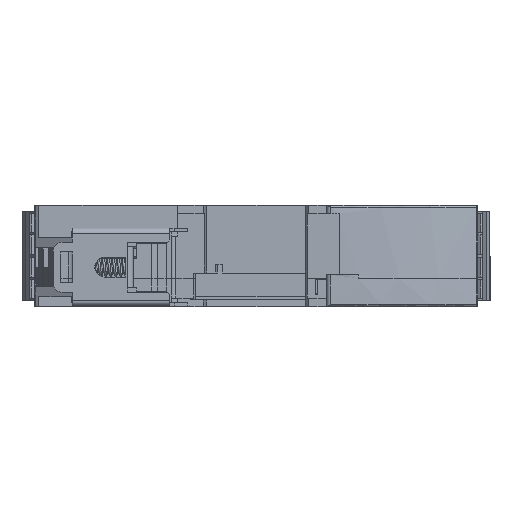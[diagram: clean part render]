
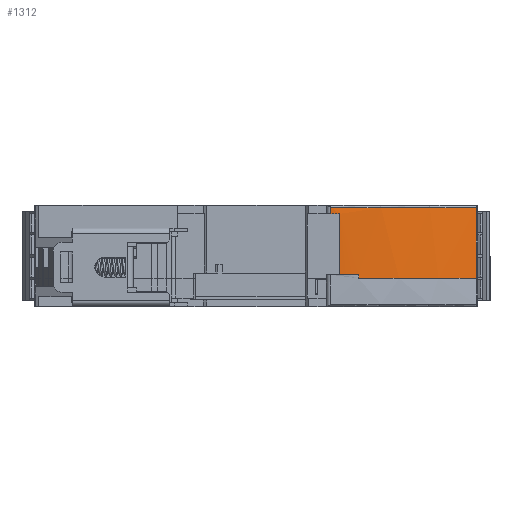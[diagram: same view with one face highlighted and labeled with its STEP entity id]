
A CAD part, front view. The second image highlights one B-rep face of the part: STEP entity #1312.
In plain terms, the highlighted cylindrical face has radius 80 mm (diameter 160 mm), a partial arc.
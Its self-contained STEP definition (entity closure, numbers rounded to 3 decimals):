
#1105 = CARTESIAN_POINT ( 'NONE',  ( 18.7, 3.419, 11.9 ) ) ;
#1312 = ADVANCED_FACE ( 'NONE', ( #41775 ), #59404, .T. ) ;
#2907 = VECTOR ( 'NONE', #77407, 1000. ) ;
#3246 = DIRECTION ( 'NONE',  ( 0.447, -0.895, 0. ) ) ;
#4594 = EDGE_CURVE ( 'NONE', #50329, #77188, #61736, .T. ) ;
#5807 = CARTESIAN_POINT ( 'NONE',  ( 13.5, 83.25, 13.3 ) ) ;
#6104 = AXIS2_PLACEMENT_3D ( 'NONE', #66786, #60634, #3246 ) ;
#6365 = CARTESIAN_POINT ( 'NONE',  ( 18.7, 3.419, 11.9 ) ) ;
#7403 = CARTESIAN_POINT ( 'NONE',  ( 16.741, 3.316, 13.3 ) ) ;
#9861 = CARTESIAN_POINT ( 'NONE',  ( 13.5, 83.25, 11.9 ) ) ;
#13424 = AXIS2_PLACEMENT_3D ( 'NONE', #21703, #65551, #47892 ) ;
#14385 = CARTESIAN_POINT ( 'NONE',  ( 16.741, 3.316, 11.9 ) ) ;
#16477 = EDGE_LOOP ( 'NONE', ( #66207, #77610, #18541, #52458, #25237, #19713, #79976, #31194 ) ) ;
#18541 = ORIENTED_EDGE ( 'NONE', *, *, #4594, .F. ) ;
#19713 = ORIENTED_EDGE ( 'NONE', *, *, #71299, .T. ) ;
#19747 = CIRCLE ( 'NONE', #26300, 80. ) ;
#20214 = EDGE_CURVE ( 'NONE', #42735, #77188, #20367, .T. ) ;
#20367 = LINE ( 'NONE', #1105, #31927 ) ;
#21703 = CARTESIAN_POINT ( 'NONE',  ( 13.5, 83.25, -2.5 ) ) ;
#21768 = DIRECTION ( 'NONE',  ( 0.065, -0.998, 0. ) ) ;
#21884 = CARTESIAN_POINT ( 'NONE',  ( 18.7, 3.419, -1.7 ) ) ;
#24467 = LINE ( 'NONE', #56019, #57980 ) ;
#24673 = DIRECTION ( 'NONE',  ( 0., 0., -1. ) ) ;
#25237 = ORIENTED_EDGE ( 'NONE', *, *, #68512, .F. ) ;
#26300 = AXIS2_PLACEMENT_3D ( 'NONE', #9861, #46337, #21768 ) ;
#27021 = LINE ( 'NONE', #46666, #2907 ) ;
#29369 = EDGE_CURVE ( 'NONE', #50329, #29659, #27021, .T. ) ;
#29659 = VERTEX_POINT ( 'NONE', #63016 ) ;
#30328 = AXIS2_PLACEMENT_3D ( 'NONE', #50731, #31063, #69983 ) ;
#30945 = CIRCLE ( 'NONE', #51905, 80. ) ;
#31063 = DIRECTION ( 'NONE',  ( 0., 0., -1. ) ) ;
#31194 = ORIENTED_EDGE ( 'NONE', *, *, #57686, .T. ) ;
#31927 = VECTOR ( 'NONE', #45753, 1000. ) ;
#32017 = VERTEX_POINT ( 'NONE', #40180 ) ;
#36587 = EDGE_CURVE ( 'NONE', #67334, #39047, #30945, .T. ) ;
#39047 = VERTEX_POINT ( 'NONE', #7403 ) ;
#40180 = CARTESIAN_POINT ( 'NONE',  ( 49.223, 11.669, -2.5 ) ) ;
#41775 = FACE_OUTER_BOUND ( 'NONE', #16477, .T. ) ;
#42685 = VECTOR ( 'NONE', #77048, 1000. ) ;
#42735 = VERTEX_POINT ( 'NONE', #6365 ) ;
#44444 = VERTEX_POINT ( 'NONE', #54691 ) ;
#45753 = DIRECTION ( 'NONE',  ( 0., 0., -1. ) ) ;
#46337 = DIRECTION ( 'NONE',  ( 0., 0., -1. ) ) ;
#46666 = CARTESIAN_POINT ( 'NONE',  ( 22.9, 3.804, -1.7 ) ) ;
#47625 = EDGE_CURVE ( 'NONE', #42735, #44444, #19747, .T. ) ;
#47892 = DIRECTION ( 'NONE',  ( 0.447, -0.895, 0. ) ) ;
#49656 = DIRECTION ( 'NONE',  ( 0.041, -0.999, 0. ) ) ;
#50329 = VERTEX_POINT ( 'NONE', #58361 ) ;
#50731 = CARTESIAN_POINT ( 'NONE',  ( 13.5, 83.25, -1.7 ) ) ;
#51905 = AXIS2_PLACEMENT_3D ( 'NONE', #5807, #24673, #49656 ) ;
#52458 = ORIENTED_EDGE ( 'NONE', *, *, #29369, .T. ) ;
#52645 = CIRCLE ( 'NONE', #13424, 80. ) ;
#54691 = CARTESIAN_POINT ( 'NONE',  ( 16.741, 3.316, 11.9 ) ) ;
#56019 = CARTESIAN_POINT ( 'NONE',  ( 49.223, 11.669, 13.3 ) ) ;
#57686 = EDGE_CURVE ( 'NONE', #39047, #44444, #70936, .T. ) ;
#57980 = VECTOR ( 'NONE', #80993, 1000. ) ;
#58361 = CARTESIAN_POINT ( 'NONE',  ( 22.9, 3.804, -1.7 ) ) ;
#59404 = CYLINDRICAL_SURFACE ( 'NONE', #6104, 80. ) ;
#60634 = DIRECTION ( 'NONE',  ( 0., 0., -1. ) ) ;
#61736 = CIRCLE ( 'NONE', #30328, 80. ) ;
#63016 = CARTESIAN_POINT ( 'NONE',  ( 22.9, 3.804, -2.5 ) ) ;
#65551 = DIRECTION ( 'NONE',  ( 0., 0., -1. ) ) ;
#66207 = ORIENTED_EDGE ( 'NONE', *, *, #47625, .F. ) ;
#66766 = CARTESIAN_POINT ( 'NONE',  ( 49.223, 11.669, 13.3 ) ) ;
#66786 = CARTESIAN_POINT ( 'NONE',  ( 13.5, 83.25, 3.3 ) ) ;
#67334 = VERTEX_POINT ( 'NONE', #66766 ) ;
#68512 = EDGE_CURVE ( 'NONE', #32017, #29659, #52645, .T. ) ;
#69983 = DIRECTION ( 'NONE',  ( 0.065, -0.998, 0. ) ) ;
#70936 = LINE ( 'NONE', #14385, #42685 ) ;
#71299 = EDGE_CURVE ( 'NONE', #32017, #67334, #24467, .T. ) ;
#77048 = DIRECTION ( 'NONE',  ( 0., 0., -1. ) ) ;
#77188 = VERTEX_POINT ( 'NONE', #21884 ) ;
#77407 = DIRECTION ( 'NONE',  ( 0., 0., -1. ) ) ;
#77610 = ORIENTED_EDGE ( 'NONE', *, *, #20214, .T. ) ;
#79976 = ORIENTED_EDGE ( 'NONE', *, *, #36587, .T. ) ;
#80993 = DIRECTION ( 'NONE',  ( 0., 0., 1. ) ) ;
